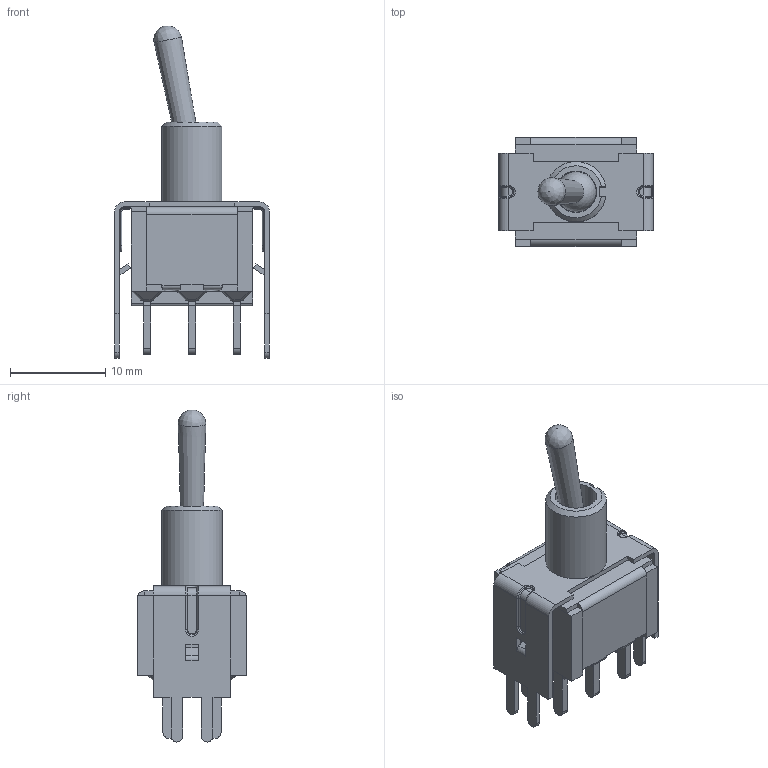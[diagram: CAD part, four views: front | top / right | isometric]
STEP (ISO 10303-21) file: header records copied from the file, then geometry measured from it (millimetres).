
FILE_DESCRIPTION(/* description */ (''),/* implementation_level */ '2;1');
FILE_NAME(/* name */ '100DPxT1B1VS2xE.stp',/* time_stamp */ '2026-01-15T14:47:14-06:00',/* author */ ('jmeyers'),/* organization */ (''),/* preprocessor_version */ 'ST-DEVELOPER v18.1',/* originating_system */ 'Autodesk Inventor 2022',/* authorisation */ '');
FILE_SCHEMA (('AUTOMOTIVE_DESIGN { 1 0 10303 214 3 1 1 }'));
Length unit declared in the file: inch
Products named in the file (1): Part61
Bounding box: 16.26 x 11.43 x 34.84 mm (x, y, z)
Volume: 1127.6 mm3; surface area: 2588.4 mm2
Topology: 1 solids, 3 shells, 528 faces, 1357 edges, 828 vertices
Faces by surface type: plane 337, cylinder 130, torus 32, sphere 25, cone 3, bspline 1
Full cylindrical faces by diameter (mm): 1.65 x1, 4.35 x1
Entity records: 15713 total; most frequent: CARTESIAN_POINT 2805, DIRECTION 2698, ORIENTED_EDGE 2666, EDGE_CURVE 1333, LINE 1002, VECTOR 1002, AXIS2_PLACEMENT_3D 848, VERTEX_POINT 828
